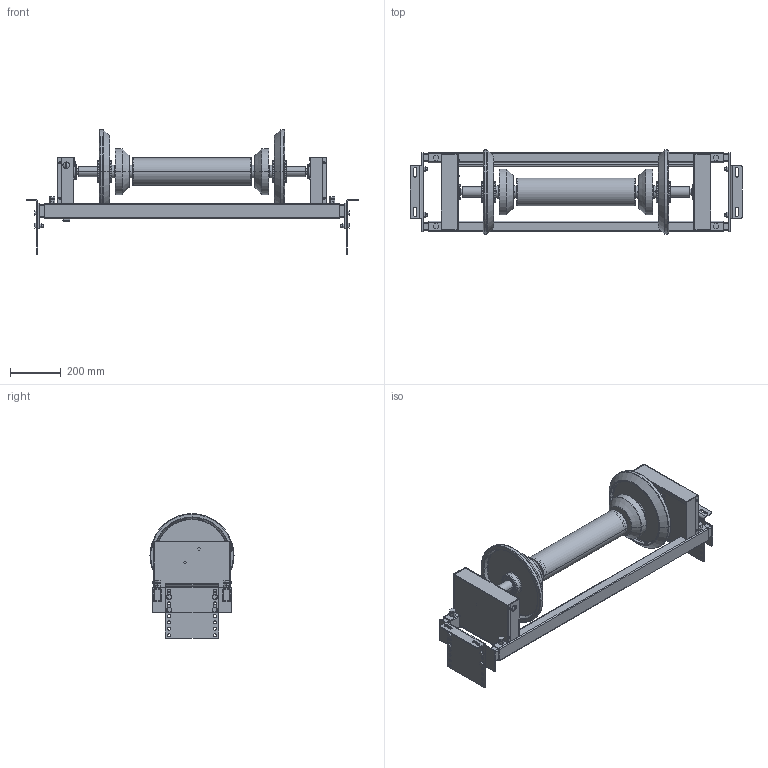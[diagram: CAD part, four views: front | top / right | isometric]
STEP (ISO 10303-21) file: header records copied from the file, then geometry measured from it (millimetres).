
FILE_DESCRIPTION((''),'2;1');
FILE_NAME('B49255_stp.stp','2021-01-12T11:51:58',(''),(''),'Mechanical Desktop 2009','Mechanical Desktop 2009',', , ');
FILE_SCHEMA(('CONFIG_CONTROL_DESIGN'));
Length unit declared in the file: millimetre
Products named in the file (115): B49255_STP; B50109; 6KT-SCHRAUBE_M12X30A; 6KT-SCHRAUBE_M12X30; ZYL_SCHR__M4X8; ZYL_SCHR_M4X8; ZYL_SCHR__M4X16; ZYL_SCHR_M4X16; B46938; TEIL1; 6KT-MUTTER_M12_05D; 6KT-MUTTER_M12_05DA; FEDERRING_M4A; FEDERRING_M4; KABELVERSCHRAUBUNG_PG7; KABELVERSCHRAUBUNG_PG7A; KABELVERSCHRAUBUNG_PG11A; KABELVERSCHRAUBUNG_PG11; KABELVERSCHRAUBUNG_PG16; KABELVERSCHRAUBUNG_PG16A; GEGENMUTTER_PG16; GEGENMUTTER_PG16A; VERSCHLUSSKAPPE_PG16A; VERSCHLUSSKAPPE_PG16; B46977; B46977A; DECKEL_GEHÄUSE_A105; DECKEL_GEHÄUSE_A105A; TRAGSCHIENE_NS15; TRAGSCHIENE_NS15A; KLEMME_MBK2.5_E; KLEMME_MBK2.5_EA; KLEMMENDECKEL_D_MBK2_5_E; KLEMMENDECKEL_D_MBK2_5_EA; ENDHALTER_E_MBKA; ENDHALTER_E_MBK; ZYLINDER-BLECHSCHRAUBE_4.2X6.5; ZYLINDER-BLECHSCHRAUBE_4.2X6.5A; B46961; TEIL1AAAAAA ...
Assembly tree (255 placements, depth 5):
  B49255_STP
    B50109
      6KT-SCHRAUBE_M12X30A  x4
        6KT-SCHRAUBE_M12X30
      ZYL_SCHR__M4X8  x2
        ZYL_SCHR_M4X8
      ZYL_SCHR__M4X16  x2
        ZYL_SCHR_M4X16
      B46938  x2
        TEIL1
      6KT-MUTTER_M12_05D  x4
        6KT-MUTTER_M12_05DA
      FEDERRING_M4A  x2
        FEDERRING_M4
      KABELVERSCHRAUBUNG_PG7  x3
        KABELVERSCHRAUBUNG_PG7A
      KABELVERSCHRAUBUNG_PG11A
        KABELVERSCHRAUBUNG_PG11
      KABELVERSCHRAUBUNG_PG16
        KABELVERSCHRAUBUNG_PG16A
      GEGENMUTTER_PG16
        GEGENMUTTER_PG16A
      VERSCHLUSSKAPPE_PG16A
        VERSCHLUSSKAPPE_PG16
      B46977
        B46977A
      DECKEL_GEHÄUSE_A105
        DECKEL_GEHÄUSE_A105A
      TRAGSCHIENE_NS15
        TRAGSCHIENE_NS15A
      KLEMME_MBK2.5_E  x8
        KLEMME_MBK2.5_EA
      KLEMMENDECKEL_D_MBK2_5_E
        KLEMMENDECKEL_D_MBK2_5_EA
      ENDHALTER_E_MBKA  x2
        ENDHALTER_E_MBK
      ZYLINDER-BLECHSCHRAUBE_4.2X6.5  x8
        ZYLINDER-BLECHSCHRAUBE_4.2X6.5A
      B46961
        TEIL1AAAAAA  x2
        TEIL3A
        6KT-SCHWEISSMUTTER_M12A  x4
          6KT-SCHWEISSMUTTER_M12
        EINPRESSMUTTER_M6  x8
          EINPRESSMUTTER_M6A
        EINPRESSMUTTER_M4A  x2
          EINPRESSMUTTER_M4
        B4696202
          TEIL4
        B4696201
          TEIL4A
      B46968  x2
        TEIL1AAAA
      B50109|AVE_RENDER  x8
      B50109|AVE_GLOBAL
      B50109|RM_SDB  x3
    B50192  x2
      B46785
        TEIL1A
      RILLENKUGELLAGER_6009A
Bounding box: 1304 x 330 x 490 mm (x, y, z)
Volume: 10269819.5 mm3; surface area: 3993123.9 mm2
Topology: 179 solids, 179 shells, 2936 faces, 7125 edges, 4702 vertices
Faces by surface type: plane 1427, cylinder 1066, cone 238, torus 164, bspline 40, sphere 1
Entity records: 36936 total; most frequent: CARTESIAN_POINT 6855, DIRECTION 6528, ORIENTED_EDGE 5460, EDGE_CURVE 2730, AXIS2_PLACEMENT_3D 2499, VERTEX_POINT 1803, VECTOR 1530, LINE 1530
